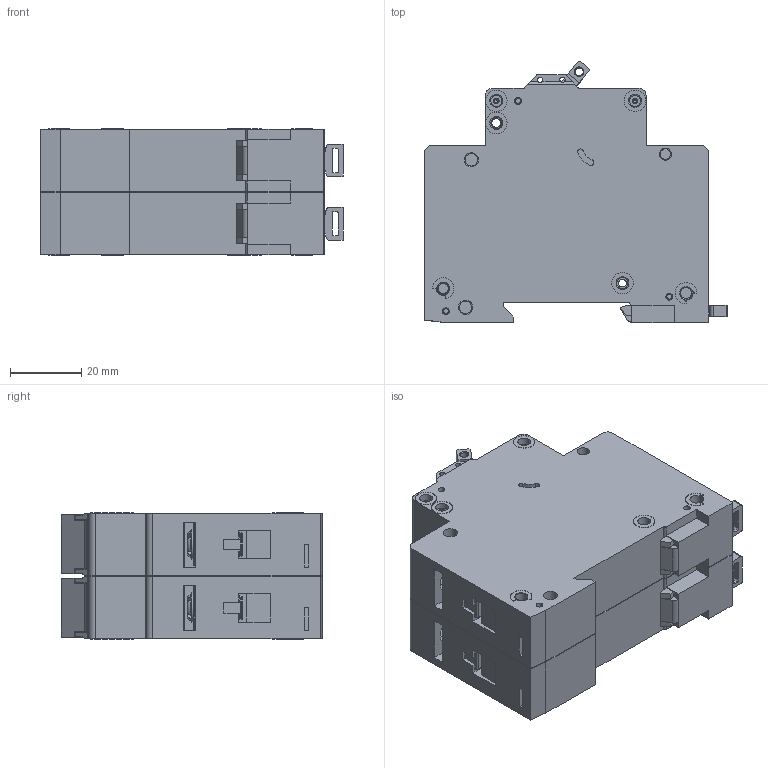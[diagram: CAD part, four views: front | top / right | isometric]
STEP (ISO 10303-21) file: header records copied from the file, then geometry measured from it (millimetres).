
FILE_DESCRIPTION (( 'STEP AP214' ), '1' );
FILE_NAME ('FAZ-D0P5-2.step', '2015-08-06T19:14:04', ( '' ), ( '' ), 'SwSTEP 2.0', 'SolidWorks 2014', '' );
FILE_SCHEMA (( 'AUTOMOTIVE_DESIGN' ));
Length unit declared in the file: millimetre
Products named in the file (1): FAZ-D0P5-2
Bounding box: 84.78 x 73.04 x 35.4 mm (x, y, z)
Volume: 149807.5 mm3; surface area: 38798.7 mm2
Topology: 8 solids, 8 shells, 1104 faces, 2692 edges, 1722 vertices
Faces by surface type: plane 466, cylinder 396, torus 172, bspline 36, cone 26, sphere 8
Entity records: 33215 total; most frequent: CARTESIAN_POINT 6631, DIRECTION 5788, ORIENTED_EDGE 5368, EDGE_CURVE 2684, AXIS2_PLACEMENT_3D 2207, VERTEX_POINT 1722, VECTOR 1374, LINE 1374
